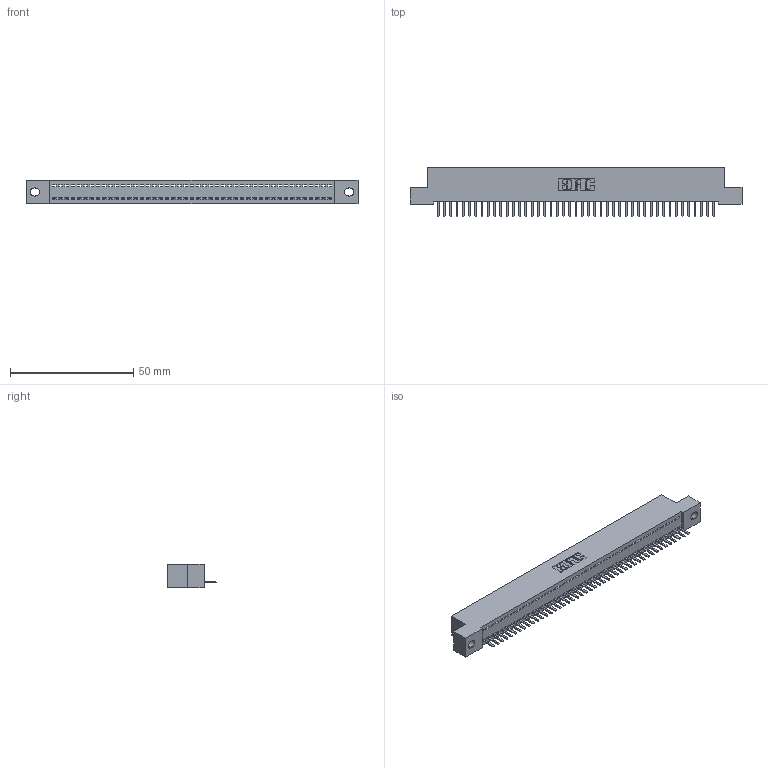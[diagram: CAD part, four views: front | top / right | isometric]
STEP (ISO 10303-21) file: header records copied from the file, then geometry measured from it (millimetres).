
FILE_DESCRIPTION (( 'STEP AP203' ), '1' );
FILE_NAME ('392-045-520-102.STEP', '2019-10-07T22:51:02', ( '' ), ( '' ), 'SwSTEP 2.0', 'SolidWorks 2016', '' );
FILE_SCHEMA (( 'CONFIG_CONTROL_DESIGN' ));
Length unit declared in the file: inch
Products named in the file (3): 342 Part_.128 Slot; 345-292-001_345-293-120; 392-045-520-102
Assembly tree (46 placements, depth 2):
  392-045-520-102
    342 Part_.128 Slot
    345-292-001_345-293-120  x45
Bounding box: 134.62 x 20.02 x 9.4 mm (x, y, z)
Volume: 11632.9 mm3; surface area: 16484.1 mm2
Topology: 46 solids, 46 shells, 2904 faces, 8591 edges, 5606 vertices
Faces by surface type: plane 2050, cylinder 854
Entity records: 27239 total; most frequent: CARTESIAN_POINT 4717, ORIENTED_EDGE 4686, DIRECTION 3961, EDGE_CURVE 2343, VECTOR 2211, LINE 2211, VERTEX_POINT 1558, AXIS2_PLACEMENT_3D 875
